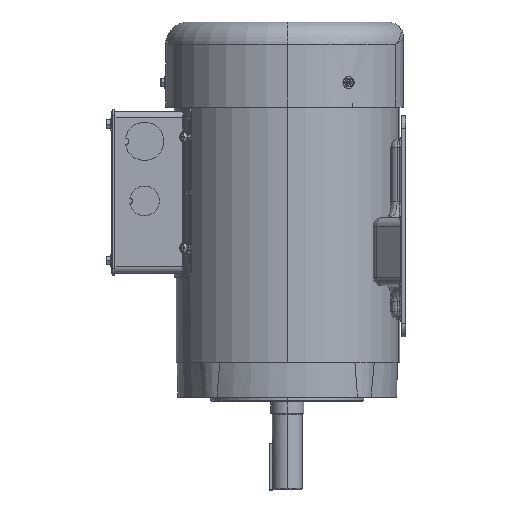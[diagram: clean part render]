
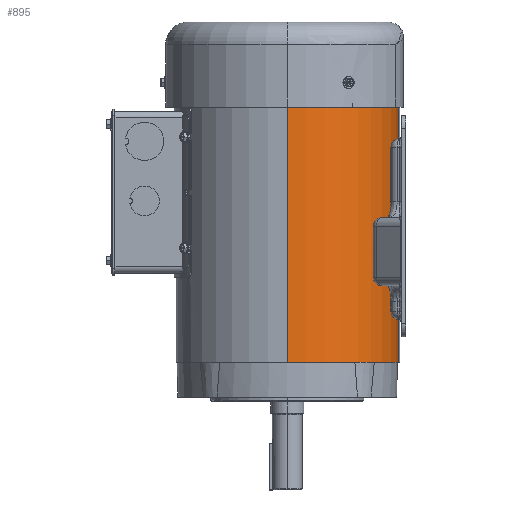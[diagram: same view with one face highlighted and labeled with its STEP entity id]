
A CAD part, left-side view. The second image highlights one B-rep face of the part: STEP entity #895.
In plain terms, the highlighted cylindrical face has radius 82.868 mm (diameter 165.735 mm), a partial arc.
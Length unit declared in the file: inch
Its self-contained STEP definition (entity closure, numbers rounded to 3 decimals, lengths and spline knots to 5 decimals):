
#895 = ADVANCED_FACE ( 'NONE', ( #93198 ), #13300, .T. ) ;
#1917 = DIRECTION ( 'NONE',  ( 0., 0., 1. ) ) ;
#8947 = ORIENTED_EDGE ( 'NONE', *, *, #67409, .T. ) ;
#8955 = CARTESIAN_POINT ( 'NONE',  ( 0., 0., 3.755 ) ) ;
#10340 = VECTOR ( 'NONE', #1917, 39.37008 ) ;
#11977 = ORIENTED_EDGE ( 'NONE', *, *, #80707, .T. ) ;
#13065 = AXIS2_PLACEMENT_3D ( 'NONE', #8955, #64636, #39932 ) ;
#13300 = CYLINDRICAL_SURFACE ( 'NONE', #87969, 3.2625 ) ;
#17212 = DIRECTION ( 'NONE',  ( 0., 0., 1. ) ) ;
#22181 = DIRECTION ( 'NONE',  ( 1., 0., 0. ) ) ;
#26013 = CARTESIAN_POINT ( 'NONE',  ( -3.2625, 0., 3.755 ) ) ;
#29578 = VERTEX_POINT ( 'NONE', #26013 ) ;
#29973 = ORIENTED_EDGE ( 'NONE', *, *, #36185, .T. ) ;
#34964 = VERTEX_POINT ( 'NONE', #36050 ) ;
#36050 = CARTESIAN_POINT ( 'NONE',  ( -0.09, -3.26126, 11.255 ) ) ;
#36185 = EDGE_CURVE ( 'NONE', #72891, #34964, #101985, .T. ) ;
#39932 = DIRECTION ( 'NONE',  ( 1., 0., 0. ) ) ;
#44451 = DIRECTION ( 'NONE',  ( 0., 0., -1. ) ) ;
#45131 = LINE ( 'NONE', #49555, #10340 ) ;
#49555 = CARTESIAN_POINT ( 'NONE',  ( -3.2625, 0., 3.755 ) ) ;
#52061 = CIRCLE ( 'NONE', #13065, 3.2625 ) ;
#59381 = VERTEX_POINT ( 'NONE', #61232 ) ;
#59992 = CIRCLE ( 'NONE', #90578, 3.2625 ) ;
#61232 = CARTESIAN_POINT ( 'NONE',  ( -3.2625, 0., 11.255 ) ) ;
#63674 = CARTESIAN_POINT ( 'NONE',  ( -0.09, -3.26126, 3.755 ) ) ;
#64532 = DIRECTION ( 'NONE',  ( 1., 0., 0. ) ) ;
#64636 = DIRECTION ( 'NONE',  ( 0., 0., 1. ) ) ;
#67409 = EDGE_CURVE ( 'NONE', #29578, #72891, #52061, .T. ) ;
#69812 = CARTESIAN_POINT ( 'NONE',  ( 0., 0., 11.255 ) ) ;
#70619 = VECTOR ( 'NONE', #76089, 39.37008 ) ;
#72872 = CARTESIAN_POINT ( 'NONE',  ( 0., 0., 3.755 ) ) ;
#72891 = VERTEX_POINT ( 'NONE', #63674 ) ;
#76089 = DIRECTION ( 'NONE',  ( 0., 0., 1. ) ) ;
#80707 = EDGE_CURVE ( 'NONE', #34964, #59381, #59992, .T. ) ;
#87969 = AXIS2_PLACEMENT_3D ( 'NONE', #72872, #17212, #64532 ) ;
#90578 = AXIS2_PLACEMENT_3D ( 'NONE', #69812, #44451, #22181 ) ;
#92126 = ORIENTED_EDGE ( 'NONE', *, *, #99737, .F. ) ;
#93198 = FACE_OUTER_BOUND ( 'NONE', #102282, .T. ) ;
#99230 = CARTESIAN_POINT ( 'NONE',  ( -0.09, -3.26126, 3.755 ) ) ;
#99737 = EDGE_CURVE ( 'NONE', #29578, #59381, #45131, .T. ) ;
#101985 = LINE ( 'NONE', #99230, #70619 ) ;
#102282 = EDGE_LOOP ( 'NONE', ( #92126, #8947, #29973, #11977 ) ) ;
